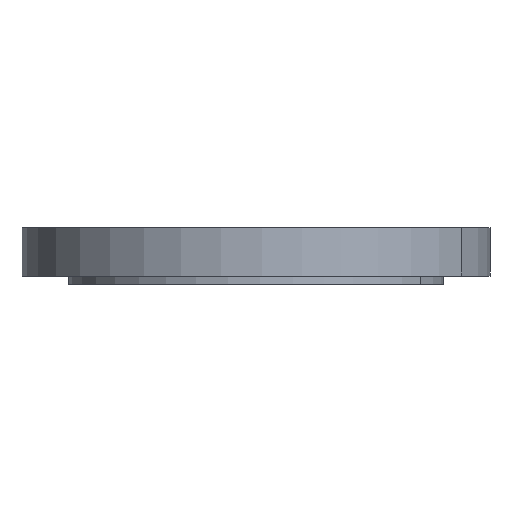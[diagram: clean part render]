
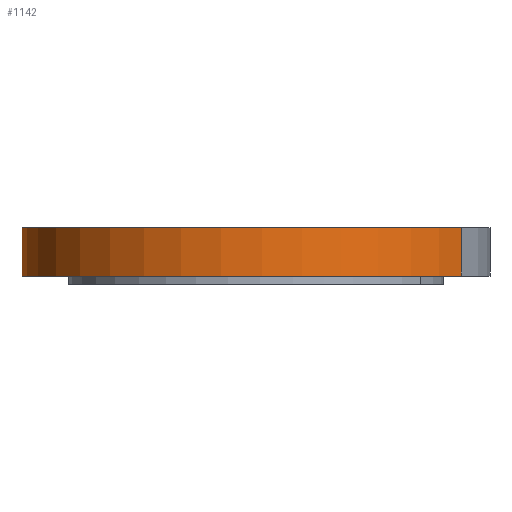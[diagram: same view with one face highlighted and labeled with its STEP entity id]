
A CAD part, left-side view. The second image highlights one B-rep face of the part: STEP entity #1142.
In plain terms, the highlighted cylindrical face has radius 222.25 mm (diameter 444.5 mm), a partial arc.
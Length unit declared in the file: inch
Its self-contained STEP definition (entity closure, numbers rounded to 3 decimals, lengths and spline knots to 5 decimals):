
#958=AXIS2_PLACEMENT_3D('Circle Axis2P3D',#956,#957,$) ;
#1103=AXIS2_PLACEMENT_3D('Cylinder Axis2P3D',#1100,#1101,#1102) ;
#1133=AXIS2_PLACEMENT_3D('Circle Axis2P3D',#1131,#1132,$) ;
#956=CARTESIAN_POINT('Axis2P3D Location',(0.,0.,0.)) ;
#960=CARTESIAN_POINT('Vertex',(-4.19497,-7.67885,0.)) ;
#962=CARTESIAN_POINT('Vertex',(4.19497,7.67885,0.)) ;
#1100=CARTESIAN_POINT('Axis2P3D Location',(0.,0.,0.74875)) ;
#1105=CARTESIAN_POINT('Line Origine',(4.19497,7.67885,0.905)) ;
#1109=CARTESIAN_POINT('Vertex',(4.19497,7.67885,1.81)) ;
#1116=CARTESIAN_POINT('Vertex',(-4.19497,-7.67885,1.81)) ;
#1119=CARTESIAN_POINT('Line Origine',(-4.19497,-7.67885,0.905)) ;
#1131=CARTESIAN_POINT('Axis2P3D Location',(0.,0.,1.81)) ;
#957=DIRECTION('Axis2P3D Direction',(0.,0.,-0.039)) ;
#1101=DIRECTION('Axis2P3D Direction',(0.,0.,-0.039)) ;
#1102=DIRECTION('Axis2P3D XDirection',(-0.019,-0.035,0.)) ;
#1106=DIRECTION('Vector Direction',(0.,0.,-0.039)) ;
#1120=DIRECTION('Vector Direction',(0.,0.,-0.039)) ;
#1132=DIRECTION('Axis2P3D Direction',(0.,0.,-0.039)) ;
#1107=VECTOR('Line Direction',#1106,0.03937) ;
#1121=VECTOR('Line Direction',#1120,0.03937) ;
#1137=ORIENTED_EDGE('',*,*,#964,.F.) ;
#1138=ORIENTED_EDGE('',*,*,#1123,.T.) ;
#1139=ORIENTED_EDGE('',*,*,#1135,.T.) ;
#1140=ORIENTED_EDGE('',*,*,#1111,.F.) ;
#1142=ADVANCED_FACE('PartBody',(#1141),#1104,.T.) ;
#959=CIRCLE('generated circle',#958,8.75) ;
#1134=CIRCLE('generated circle',#1133,8.75) ;
#1104=CYLINDRICAL_SURFACE('generated cylinder',#1103,8.75) ;
#964=EDGE_CURVE('',#961,#963,#959,.T.) ;
#1111=EDGE_CURVE('',#963,#1110,#1108,.F.) ;
#1123=EDGE_CURVE('',#961,#1117,#1122,.F.) ;
#1135=EDGE_CURVE('',#1117,#1110,#1134,.T.) ;
#1136=EDGE_LOOP('',(#1137,#1138,#1139,#1140)) ;
#1141=FACE_OUTER_BOUND('',#1136,.T.) ;
#1108=LINE('Line',#1105,#1107) ;
#1122=LINE('Line',#1119,#1121) ;
#961=VERTEX_POINT('',#960) ;
#963=VERTEX_POINT('',#962) ;
#1110=VERTEX_POINT('',#1109) ;
#1117=VERTEX_POINT('',#1116) ;
